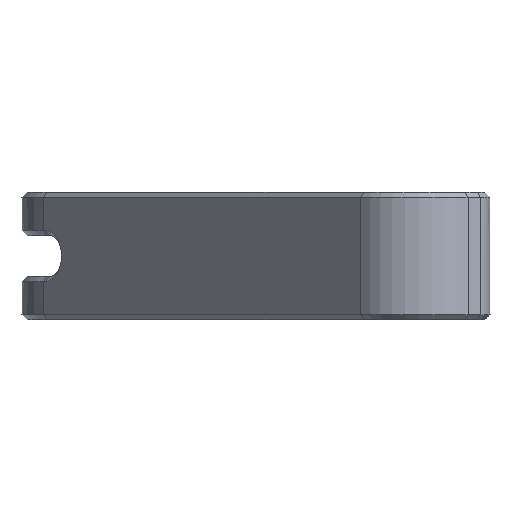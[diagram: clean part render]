
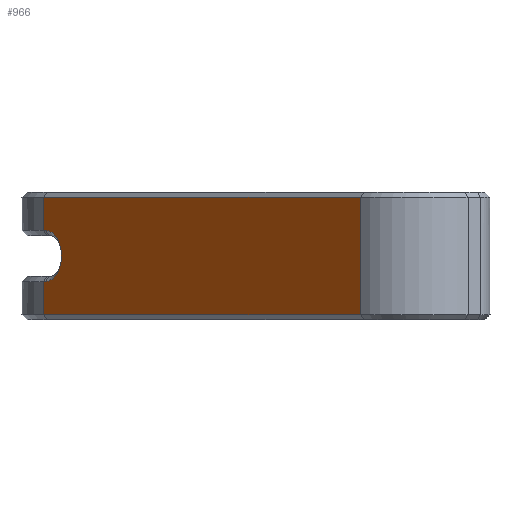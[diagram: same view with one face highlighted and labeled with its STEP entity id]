
A CAD part, front view. The second image highlights one B-rep face of the part: STEP entity #966.
In plain terms, the highlighted planar face has unit normal (-0.776, -0.631, 0).
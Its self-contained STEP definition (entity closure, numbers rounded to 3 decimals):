
#35=PLANE('',#1063);
#58=CIRCLE('',#1006,2.5);
#151=FACE_OUTER_BOUND('',#211,.T.);
#211=EDGE_LOOP('',(#868,#869,#870,#871,#872,#873,#874,#875));
#259=LINE('',#1988,#339);
#263=LINE('',#2005,#343);
#267=LINE('',#2132,#347);
#269=LINE('',#2139,#349);
#278=LINE('',#2180,#358);
#316=LINE('',#2319,#396);
#317=LINE('',#2347,#397);
#339=VECTOR('',#1123,10.);
#343=VECTOR('',#1141,10.);
#347=VECTOR('',#1147,10.);
#349=VECTOR('',#1153,10.);
#358=VECTOR('',#1182,10.);
#396=VECTOR('',#1296,10.);
#397=VECTOR('',#1301,10.);
#427=VERTEX_POINT('',#1980);
#429=VERTEX_POINT('',#1986);
#431=VERTEX_POINT('',#1992);
#434=VERTEX_POINT('',#1999);
#438=VERTEX_POINT('',#2131);
#441=VERTEX_POINT('',#2137);
#454=VERTEX_POINT('',#2178);
#483=VERTEX_POINT('',#2314);
#525=EDGE_CURVE('',#429,#427,#259,.T.);
#528=EDGE_CURVE('',#431,#429,#58,.T.);
#533=EDGE_CURVE('',#434,#431,#263,.T.);
#541=EDGE_CURVE('',#427,#438,#267,.T.);
#545=EDGE_CURVE('',#441,#434,#269,.T.);
#562=EDGE_CURVE('',#438,#454,#278,.T.);
#617=EDGE_CURVE('',#483,#441,#316,.T.);
#619=EDGE_CURVE('',#454,#483,#317,.T.);
#868=ORIENTED_EDGE('',*,*,#533,.F.);
#869=ORIENTED_EDGE('',*,*,#545,.F.);
#870=ORIENTED_EDGE('',*,*,#617,.F.);
#871=ORIENTED_EDGE('',*,*,#619,.F.);
#872=ORIENTED_EDGE('',*,*,#562,.F.);
#873=ORIENTED_EDGE('',*,*,#541,.F.);
#874=ORIENTED_EDGE('',*,*,#525,.F.);
#875=ORIENTED_EDGE('',*,*,#528,.F.);
#966=ADVANCED_FACE('',(#151),#35,.T.);
#1006=AXIS2_PLACEMENT_3D('',#1994,#1129,#1130);
#1063=AXIS2_PLACEMENT_3D('',#2346,#1299,#1300);
#1123=DIRECTION('',(-0.631,0.776,0.));
#1129=DIRECTION('center_axis',(-0.776,-0.631,0.));
#1130=DIRECTION('ref_axis',(0.446,-0.549,-0.707));
#1141=DIRECTION('',(0.631,-0.776,0.));
#1147=DIRECTION('',(0.,0.,1.));
#1153=DIRECTION('',(0.,0.,1.));
#1182=DIRECTION('',(0.631,-0.776,0.));
#1296=DIRECTION('',(-0.631,0.776,0.));
#1299=DIRECTION('center_axis',(-0.776,-0.631,0.));
#1300=DIRECTION('ref_axis',(0.631,-0.776,0.));
#1301=DIRECTION('',(0.,0.,-1.));
#1980=CARTESIAN_POINT('',(39.383,-55.22,8.5));
#1986=CARTESIAN_POINT('',(39.581,-55.463,8.5));
#1988=CARTESIAN_POINT('',(39.095,-54.866,8.5));
#1992=CARTESIAN_POINT('',(39.581,-55.463,3.5));
#1994=CARTESIAN_POINT('Origin',(39.581,-55.463,6.));
#1999=CARTESIAN_POINT('',(39.383,-55.22,3.5));
#2005=CARTESIAN_POINT('',(39.095,-54.866,3.5));
#2131=CARTESIAN_POINT('',(39.383,-55.22,11.75));
#2132=CARTESIAN_POINT('',(39.383,-55.22,0.));
#2137=CARTESIAN_POINT('',(39.383,-55.22,0.25));
#2139=CARTESIAN_POINT('',(39.383,-55.22,0.));
#2178=CARTESIAN_POINT('',(70.442,-93.406,11.75));
#2180=CARTESIAN_POINT('',(47.151,-64.771,11.75));
#2314=CARTESIAN_POINT('',(70.442,-93.406,0.25));
#2319=CARTESIAN_POINT('',(47.151,-64.771,0.25));
#2346=CARTESIAN_POINT('Origin',(39.383,-55.22,0.));
#2347=CARTESIAN_POINT('',(70.442,-93.406,0.));
